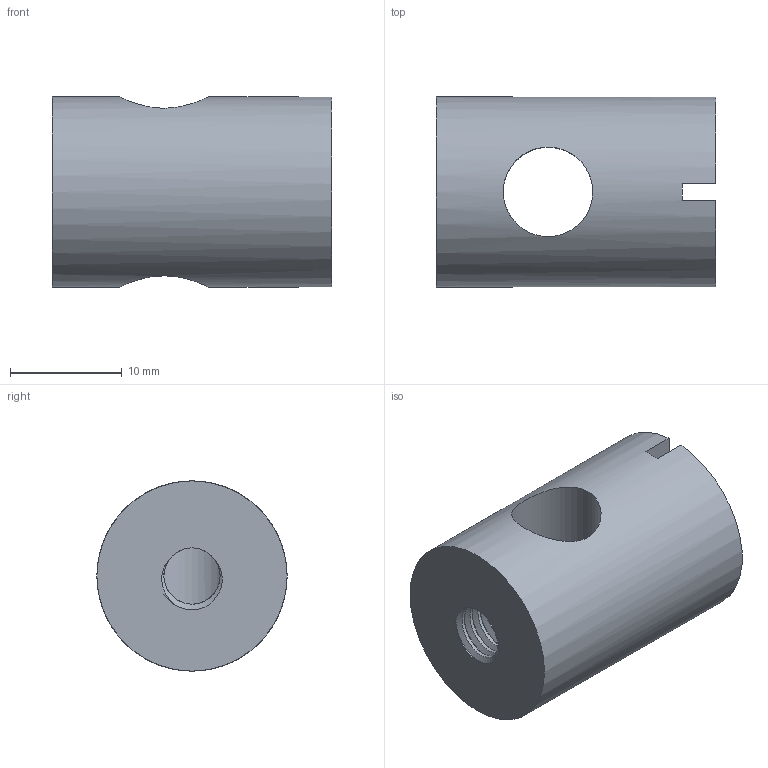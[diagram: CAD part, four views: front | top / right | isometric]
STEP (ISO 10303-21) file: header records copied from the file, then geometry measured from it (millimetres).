
FILE_DESCRIPTION(('FreeCAD Model'),'2;1');
FILE_NAME('Open CASCADE Shape Model','2022-12-03T11:39:20',(''),(''), 'Open CASCADE STEP processor 7.6','FreeCAD','Unknown');
FILE_SCHEMA(('AUTOMOTIVE_DESIGN { 1 0 10303 214 1 1 1 1 }'));
Length unit declared in the file: millimetre
Products named in the file (1): Body_Drossel
Bounding box: 25 x 17 x 17 mm (x, y, z)
Volume: 4622.5 mm3; surface area: 2307.9 mm2
Topology: 1 solids, 1 shells, 42 faces, 100 edges, 59 vertices
Faces by surface type: bspline 24, cylinder 11, plane 7
Full cylindrical faces by diameter (mm): 5.026 x6, 8 x1, 17 x1
Entity records: 10141 total; most frequent: CARTESIAN_POINT 8417, DIRECTION 200, ORIENTED_EDGE 200, PCURVE 200, DEFINITIONAL_REPRESENTATION 200, B_SPLINE_CURVE_WITH_KNOTS 142, LINE 138, VECTOR 138
